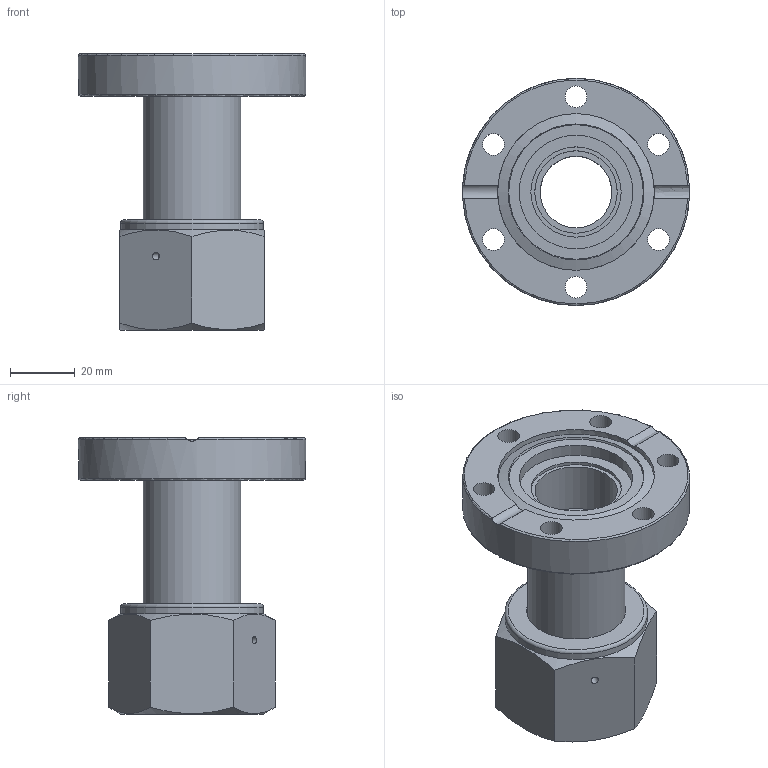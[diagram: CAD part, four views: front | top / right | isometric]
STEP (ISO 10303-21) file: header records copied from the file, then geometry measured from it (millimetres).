
FILE_DESCRIPTION((''),'2;1');
FILE_NAME('F40VCR25F-304.stp','2009-04-15T14:56:03',('hasers'),(''),'Autodesk Inventor 2008','Autodesk Inventor 2008','');
FILE_SCHEMA(('AUTOMOTIVE_DESIGN { 1 0 10303 214 1 1 1 1 }'));
Length unit declared in the file: millimetre
Products named in the file (4): F40VCR25F-304; CF-07 [Keywords [Summary]=1.4301][Company [Summary]=Vacom][Title [Summary]=F35]_12; VCR-1INCH-TU30MM; VCR-1INCH-F-MUTTER
Assembly tree (3 placements, depth 2):
  F40VCR25F-304
    CF-07 [Keywords [Summary]=1.4301][Company [Summary]=Vacom][Title [Summary]=F35]_12
    VCR-1INCH-TU30MM
    VCR-1INCH-F-MUTTER
Bounding box: 70 x 70 x 85.14 mm (x, y, z)
Volume: 75344 mm3; surface area: 33263.4 mm2
Topology: 3 solids, 3 shells, 56 faces, 139 edges, 94 vertices
Faces by surface type: plane 20, cylinder 17, bspline 7, cone 7, torus 5
Full cylindrical faces by diameter (mm): 2.35 x2, 22.05 x1, 25.4 x1, 27.8 x1, 30.2 x2, 30.6 x1, 34.2 x1, 35 x1, 35.75 x1, 37 x1, 38.9 x1, 43.95 x1, 48.3 x1, 70 x1
Entity records: 1930 total; most frequent: CARTESIAN_POINT 688, DIRECTION 230, ORIENTED_EDGE 184, EDGE_LOOP 116, AXIS2_PLACEMENT_3D 110, EDGE_CURVE 92, VERTEX_POINT 80, FACE_BOUND 60
